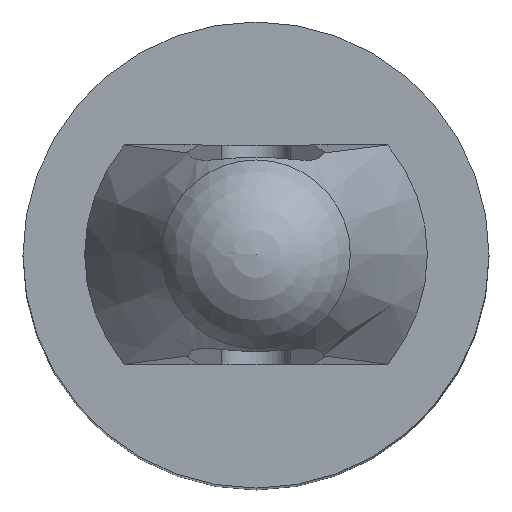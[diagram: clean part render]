
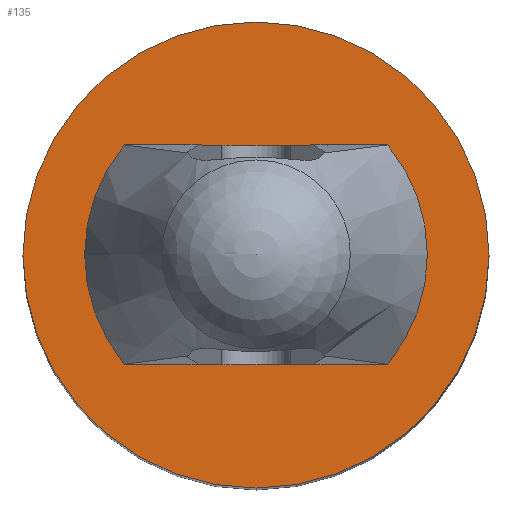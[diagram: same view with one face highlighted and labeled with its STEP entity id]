
A CAD part, top view. The second image highlights one B-rep face of the part: STEP entity #135.
In plain terms, the highlighted planar face has unit normal (0, 0, 1).
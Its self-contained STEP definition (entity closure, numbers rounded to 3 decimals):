
#135 = ADVANCED_FACE( '', ( #272, #273 ), #274, .T. );
#272 = FACE_BOUND( '', #403, .T. );
#273 = FACE_OUTER_BOUND( '', #404, .T. );
#274 = PLANE( '', #405 );
#403 = EDGE_LOOP( '', ( #750, #751, #752, #753, #754, #755 ) );
#404 = EDGE_LOOP( '', ( #756 ) );
#405 = AXIS2_PLACEMENT_3D( '', #757, #758, #759 );
#750 = ORIENTED_EDGE( '', *, *, #896, .T. );
#751 = ORIENTED_EDGE( '', *, *, #904, .F. );
#752 = ORIENTED_EDGE( '', *, *, #786, .F. );
#753 = ORIENTED_EDGE( '', *, *, #838, .T. );
#754 = ORIENTED_EDGE( '', *, *, #920, .T. );
#755 = ORIENTED_EDGE( '', *, *, #885, .T. );
#756 = ORIENTED_EDGE( '', *, *, #803, .F. );
#757 = CARTESIAN_POINT( '', ( -0.95, 0., 4. ) );
#758 = DIRECTION( '', ( 0., 0., 1. ) );
#759 = DIRECTION( '', ( 1., 0., 0. ) );
#786 = EDGE_CURVE( '', #936, #937, #938, .T. );
#803 = EDGE_CURVE( '', #965, #965, #966, .T. );
#838 = EDGE_CURVE( '', #936, #1021, #1022, .T. );
#885 = EDGE_CURVE( '', #1093, #1091, #1094, .T. );
#896 = EDGE_CURVE( '', #1091, #1104, #1106, .T. );
#904 = EDGE_CURVE( '', #937, #1104, #1114, .T. );
#920 = EDGE_CURVE( '', #1021, #1093, #1131, .T. );
#936 = VERTEX_POINT( '', #1155 );
#937 = VERTEX_POINT( '', #1156 );
#938 = LINE( '', #1157, #1158 );
#965 = VERTEX_POINT( '', #1200 );
#966 = CIRCLE( '', #1201, 1.7 );
#1021 = VERTEX_POINT( '', #1277 );
#1022 = CIRCLE( '', #1278, 0.95 );
#1091 = VERTEX_POINT( '', #1434 );
#1093 = VERTEX_POINT( '', #1437 );
#1094 = LINE( '', #1438, #1439 );
#1104 = VERTEX_POINT( '', #1456 );
#1106 = CIRCLE( '', #1459, 0.95 );
#1114 = LINE( '', #1468, #1469 );
#1131 = LINE( '', #1493, #1494 );
#1155 = CARTESIAN_POINT( '', ( 0.512, 0.8, 4. ) );
#1156 = CARTESIAN_POINT( '', ( 0., 0.8, 4. ) );
#1157 = CARTESIAN_POINT( '', ( 1.7, 0.8, 4. ) );
#1158 = VECTOR( '', #1504, 1000. );
#1200 = CARTESIAN_POINT( '', ( -1.7, 0., 4. ) );
#1201 = AXIS2_PLACEMENT_3D( '', #1521, #1522, #1523 );
#1277 = CARTESIAN_POINT( '', ( 0.512, -0.8, 4. ) );
#1278 = AXIS2_PLACEMENT_3D( '', #1563, #1564, #1565 );
#1434 = CARTESIAN_POINT( '', ( -0.512, -0.8, 4. ) );
#1437 = CARTESIAN_POINT( '', ( 0., -0.8, 4. ) );
#1438 = CARTESIAN_POINT( '', ( 1.7, -0.8, 4. ) );
#1439 = VECTOR( '', #1614, 1000. );
#1456 = CARTESIAN_POINT( '', ( -0.512, 0.8, 4. ) );
#1459 = AXIS2_PLACEMENT_3D( '', #1624, #1625, #1626 );
#1468 = CARTESIAN_POINT( '', ( 1.7, 0.8, 4. ) );
#1469 = VECTOR( '', #1634, 1000. );
#1493 = CARTESIAN_POINT( '', ( 1.7, -0.8, 4. ) );
#1494 = VECTOR( '', #1646, 1000. );
#1504 = DIRECTION( '', ( -1., 0., 0. ) );
#1521 = CARTESIAN_POINT( '', ( 0., 0., 4. ) );
#1522 = DIRECTION( '', ( 0., 0., -1. ) );
#1523 = DIRECTION( '', ( -1., 0., 0. ) );
#1563 = CARTESIAN_POINT( '', ( 0., 0., 4. ) );
#1564 = DIRECTION( '', ( 0., 0., -1. ) );
#1565 = DIRECTION( '', ( -1., 0., 0. ) );
#1614 = DIRECTION( '', ( -1., 0., 0. ) );
#1624 = CARTESIAN_POINT( '', ( 0., 0., 4. ) );
#1625 = DIRECTION( '', ( 0., 0., -1. ) );
#1626 = DIRECTION( '', ( -1., 0., 0. ) );
#1634 = DIRECTION( '', ( -1., 0., 0. ) );
#1646 = DIRECTION( '', ( -1., 0., 0. ) );
